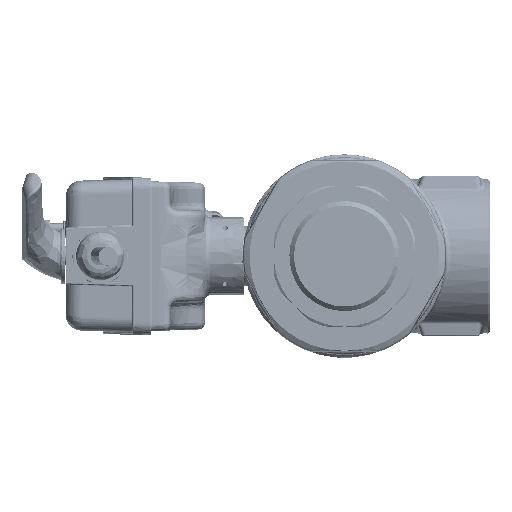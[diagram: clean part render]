
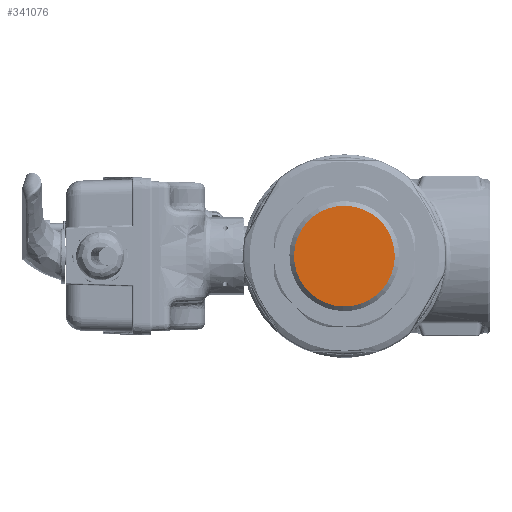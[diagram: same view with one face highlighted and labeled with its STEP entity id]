
A CAD part, front view. The second image highlights one B-rep face of the part: STEP entity #341076.
In plain terms, the highlighted planar face has unit normal (0, -1, 0).
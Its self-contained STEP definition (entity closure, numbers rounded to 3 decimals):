
#341053=CARTESIAN_POINT('Axis2P3D Location',(135.562,-324.831,-126.418)) ;
#341058=CARTESIAN_POINT('Axis2P3D Location',(135.562,-324.831,-141.808)) ;
#341062=CARTESIAN_POINT('Vertex',(125.11,-324.831,-122.677)) ;
#341064=CARTESIAN_POINT('Vertex',(146.013,-324.831,-160.94)) ;
#341067=CARTESIAN_POINT('Axis2P3D Location',(135.562,-324.831,-141.808)) ;
#341054=DIRECTION('Axis2P3D Direction',(0.,-1.,0.)) ;
#341055=DIRECTION('Axis2P3D XDirection',(1.,0.,0.)) ;
#341059=DIRECTION('Axis2P3D Direction',(0.,-1.,0.)) ;
#341068=DIRECTION('Axis2P3D Direction',(0.,-1.,0.)) ;
#341056=AXIS2_PLACEMENT_3D('Plane Axis2P3D',#341053,#341054,#341055) ;
#341060=AXIS2_PLACEMENT_3D('Circle Axis2P3D',#341058,#341059,$) ;
#341069=AXIS2_PLACEMENT_3D('Circle Axis2P3D',#341067,#341068,$) ;
#341073=ORIENTED_EDGE('',*,*,#341066,.T.) ;
#341074=ORIENTED_EDGE('',*,*,#341071,.T.) ;
#341076=ADVANCED_FACE('PartBody',(#341075),#341057,.T.) ;
#341061=CIRCLE('generated circle',#341060,21.8) ;
#341070=CIRCLE('generated circle',#341069,21.8) ;
#341066=EDGE_CURVE('',#341063,#341065,#341061,.T.) ;
#341071=EDGE_CURVE('',#341065,#341063,#341070,.T.) ;
#341072=EDGE_LOOP('',(#341073,#341074)) ;
#341075=FACE_OUTER_BOUND('',#341072,.T.) ;
#341057=PLANE('',#341056) ;
#341063=VERTEX_POINT('',#341062) ;
#341065=VERTEX_POINT('',#341064) ;
